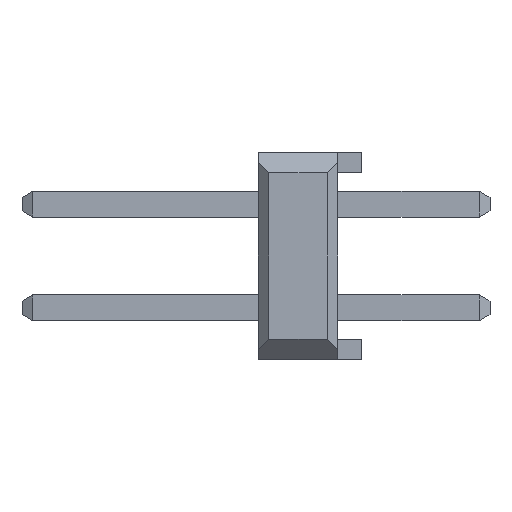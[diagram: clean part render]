
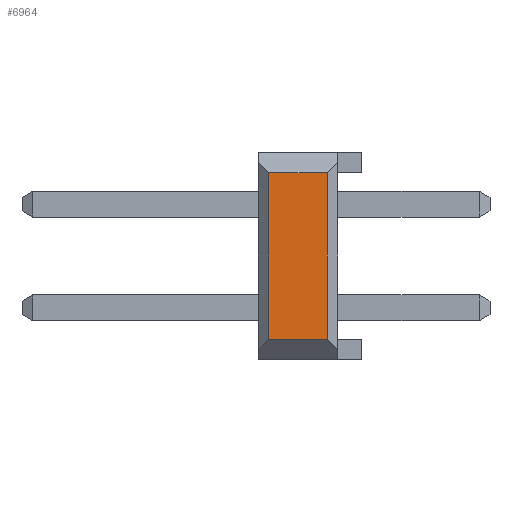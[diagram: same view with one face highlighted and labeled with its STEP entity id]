
A CAD part, left-side view. The second image highlights one B-rep face of the part: STEP entity #6964.
In plain terms, the highlighted planar face has unit normal (-1, 0, 0).
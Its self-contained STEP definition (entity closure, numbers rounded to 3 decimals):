
#3282=DIRECTION('',(0.,-1.,0.));
#3283=VECTOR('',#3282,1.44);
#3284=CARTESIAN_POINT('',(1.27,-0.25,-2.04));
#3285=LINE('',#3284,#3283);
#3303=DIRECTION('',(0.,0.,-1.));
#3304=VECTOR('',#3303,4.08);
#3305=CARTESIAN_POINT('',(1.27,-0.25,2.04));
#3306=LINE('',#3305,#3304);
#3324=DIRECTION('',(0.,-1.,0.));
#3325=VECTOR('',#3324,1.44);
#3326=CARTESIAN_POINT('',(1.27,-0.25,2.04));
#3327=LINE('',#3326,#3325);
#3345=DIRECTION('',(0.,0.,-1.));
#3346=VECTOR('',#3345,4.08);
#3347=CARTESIAN_POINT('',(1.27,-1.69,2.04));
#3348=LINE('',#3347,#3346);
#3817=CARTESIAN_POINT('',(1.27,-0.25,2.04));
#3818=CARTESIAN_POINT('',(1.27,-0.25,-2.04));
#3819=VERTEX_POINT('',#3817);
#3820=VERTEX_POINT('',#3818);
#3821=CARTESIAN_POINT('',(1.27,-1.69,2.04));
#3822=CARTESIAN_POINT('',(1.27,-1.69,-2.04));
#3823=VERTEX_POINT('',#3821);
#3824=VERTEX_POINT('',#3822);
#6953=CARTESIAN_POINT('',(1.27,0.,2.54));
#6954=DIRECTION('',(-1.,0.,0.));
#6955=DIRECTION('',(0.,0.,-1.));
#6956=AXIS2_PLACEMENT_3D('',#6953,#6954,#6955);
#6957=PLANE('',#6956);
#6958=ORIENTED_EDGE('',*,*,#6945,.T.);
#6959=ORIENTED_EDGE('',*,*,#6903,.F.);
#6960=ORIENTED_EDGE('',*,*,#6918,.F.);
#6961=ORIENTED_EDGE('',*,*,#6932,.T.);
#6962=EDGE_LOOP('',(#6958,#6959,#6960,#6961));
#6963=FACE_OUTER_BOUND('',#6962,.F.);
#6964=ADVANCED_FACE('',(#6963),#6957,.T.);
#6903=EDGE_CURVE('',#3820,#3824,#3285,.T.);
#6918=EDGE_CURVE('',#3819,#3820,#3306,.T.);
#6932=EDGE_CURVE('',#3819,#3823,#3327,.T.);
#6945=EDGE_CURVE('',#3823,#3824,#3348,.T.);
